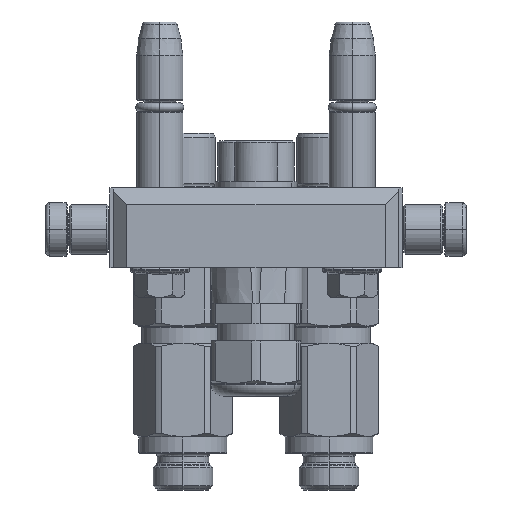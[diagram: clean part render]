
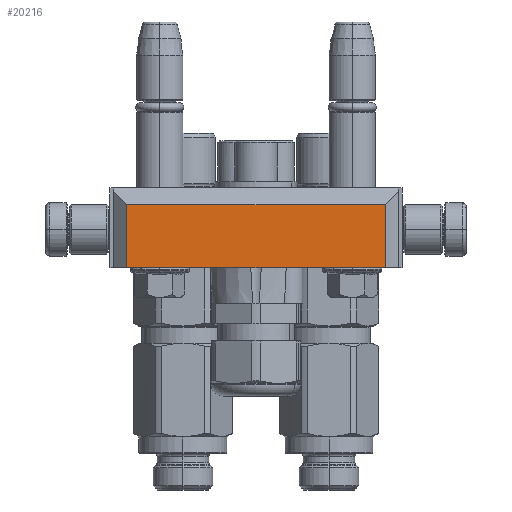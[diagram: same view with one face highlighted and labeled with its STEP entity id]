
A CAD part, left-side view. The second image highlights one B-rep face of the part: STEP entity #20216.
In plain terms, the highlighted face is planar.
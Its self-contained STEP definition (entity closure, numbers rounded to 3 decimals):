
#542 = VECTOR ( 'NONE', #22565, 1000. ) ;
#911 = CARTESIAN_POINT ( 'NONE',  ( -39., 42.75, 5. ) ) ;
#1343 = EDGE_LOOP ( 'NONE', ( #21578, #37920, #23646, #33483 ) ) ;
#3201 = PLANE ( 'NONE',  #48185 ) ;
#5914 = CARTESIAN_POINT ( 'NONE',  ( 39., 42.75, 24. ) ) ;
#5985 = DIRECTION ( 'NONE',  ( 0., 0., -1. ) ) ;
#6462 = DIRECTION ( 'NONE',  ( 0., 0., -1. ) ) ;
#7462 = VECTOR ( 'NONE', #6462, 1000. ) ;
#12245 = VECTOR ( 'NONE', #34758, 1000. ) ;
#14647 = CARTESIAN_POINT ( 'NONE',  ( 39., 42.75, 5. ) ) ;
#15238 = CARTESIAN_POINT ( 'NONE',  ( 39., 42.75, 24. ) ) ;
#16292 = CARTESIAN_POINT ( 'NONE',  ( -39., 42.75, 24. ) ) ;
#20216 = ADVANCED_FACE ( 'NONE', ( #44347 ), #3201, .T. ) ;
#21578 = ORIENTED_EDGE ( 'NONE', *, *, #53720, .F. ) ;
#22565 = DIRECTION ( 'NONE',  ( -1., 0., 0. ) ) ;
#23646 = ORIENTED_EDGE ( 'NONE', *, *, #52565, .F. ) ;
#26398 = DIRECTION ( 'NONE',  ( 0., 1., 0. ) ) ;
#26727 = VERTEX_POINT ( 'NONE', #5914 ) ;
#27515 = EDGE_CURVE ( 'NONE', #26727, #42850, #56412, .T. ) ;
#33049 = LINE ( 'NONE', #53718, #12245 ) ;
#33483 = ORIENTED_EDGE ( 'NONE', *, *, #43685, .F. ) ;
#34758 = DIRECTION ( 'NONE',  ( 1., 0., 0. ) ) ;
#36023 = VERTEX_POINT ( 'NONE', #911 ) ;
#37920 = ORIENTED_EDGE ( 'NONE', *, *, #27515, .T. ) ;
#39673 = DIRECTION ( 'NONE',  ( -1., 0., 0. ) ) ;
#40406 = CARTESIAN_POINT ( 'NONE',  ( 39., 42.75, 24. ) ) ;
#42850 = VERTEX_POINT ( 'NONE', #14647 ) ;
#43685 = EDGE_CURVE ( 'NONE', #56166, #36023, #55456, .T. ) ;
#44272 = VECTOR ( 'NONE', #5985, 1000. ) ;
#44347 = FACE_OUTER_BOUND ( 'NONE', #1343, .T. ) ;
#44633 = CARTESIAN_POINT ( 'NONE',  ( 44., 42.75, 0. ) ) ;
#45296 = CARTESIAN_POINT ( 'NONE',  ( -39., 42.75, 24. ) ) ;
#47107 = LINE ( 'NONE', #40406, #542 ) ;
#48185 = AXIS2_PLACEMENT_3D ( 'NONE', #44633, #26398, #39673 ) ;
#52565 = EDGE_CURVE ( 'NONE', #36023, #42850, #33049, .T. ) ;
#53718 = CARTESIAN_POINT ( 'NONE',  ( -39., 42.75, 5. ) ) ;
#53720 = EDGE_CURVE ( 'NONE', #26727, #56166, #47107, .T. ) ;
#55456 = LINE ( 'NONE', #16292, #7462 ) ;
#56166 = VERTEX_POINT ( 'NONE', #45296 ) ;
#56412 = LINE ( 'NONE', #15238, #44272 ) ;
